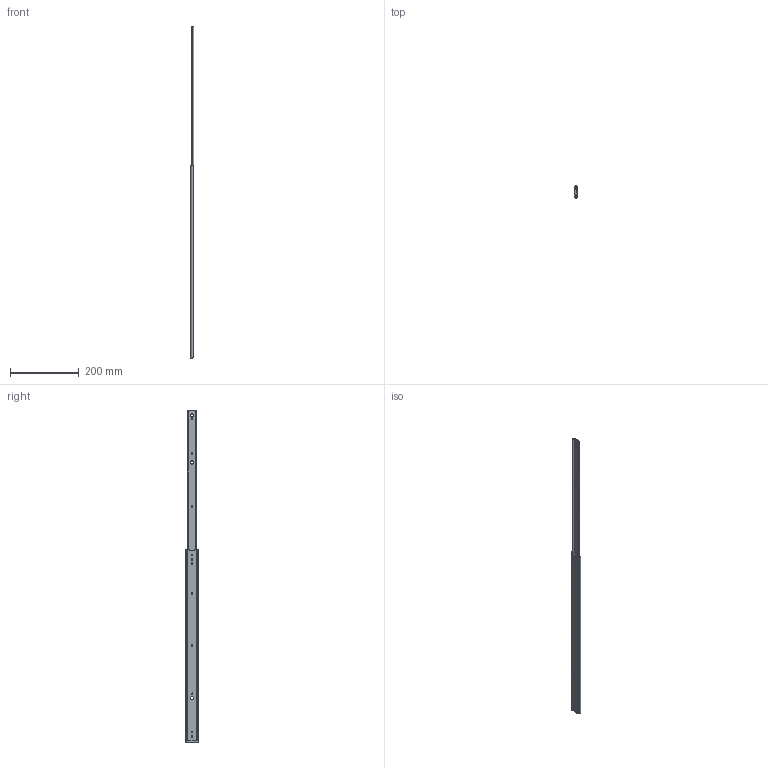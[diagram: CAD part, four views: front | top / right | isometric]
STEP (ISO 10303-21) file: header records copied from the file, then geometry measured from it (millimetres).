
FILE_DESCRIPTION (( 'STEP AP203' ), '1' );
FILE_NAME ('3520-22.STEP', '2020-06-15T00:41:31', ( '' ), ( '' ), 'SwSTEP 2.0', 'SolidWorks 2019', '' );
FILE_SCHEMA (( 'CONFIG_CONTROL_DESIGN' ));
Length unit declared in the file: millimetre
Products named in the file (3): IM 3521-22; 3520-22; OM 3520-22 
Assembly tree (2 placements, depth 2):
  3520-22
    OM 3520-22 
    IM 3521-22
Bounding box: 9.6 x 35.3 x 964.35 mm (x, y, z)
Volume: 69939.8 mm3; surface area: 91749 mm2
Topology: 2 solids, 2 shells, 147 faces, 427 edges, 284 vertices
Faces by surface type: cylinder 75, plane 72
Entity records: 5416 total; most frequent: CARTESIAN_POINT 1051, DIRECTION 861, ORIENTED_EDGE 854, EDGE_CURVE 427, AXIS2_PLACEMENT_3D 298, VERTEX_POINT 284, VECTOR 265, LINE 265
